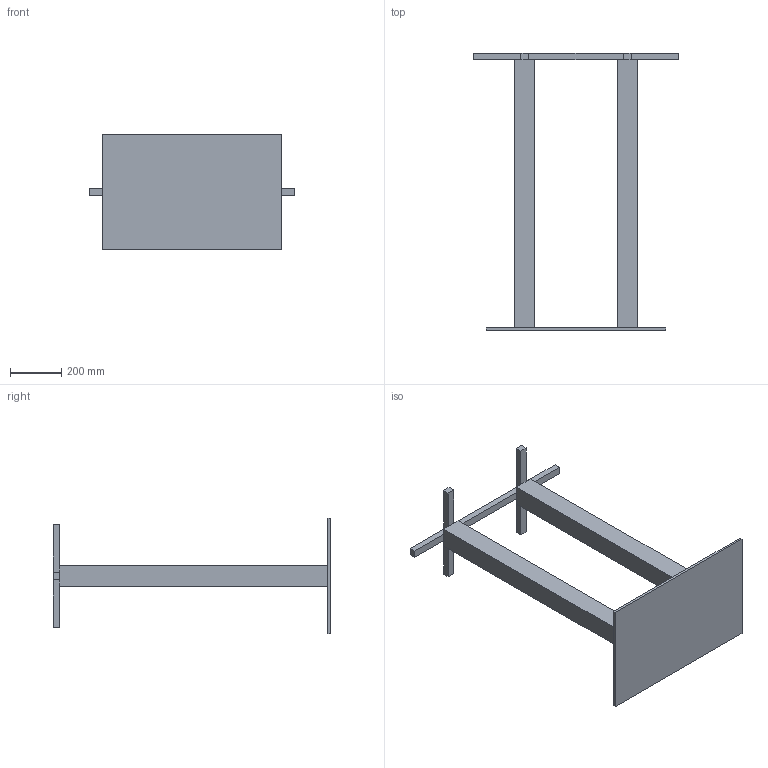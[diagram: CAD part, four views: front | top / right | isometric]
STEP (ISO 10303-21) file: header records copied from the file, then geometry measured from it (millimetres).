
FILE_DESCRIPTION(('STEP AP214'),'1');
FILE_NAME('3036444 Livia SE Duo.STP','2025-07-24T09:42:55',(' '),(' '),'Spatial InterOp 3D',' ',' ');
FILE_SCHEMA(('AUTOMOTIVE_DESIGN { 1 0 10303 214 1 1 1 1 }'));
Length unit declared in the file: millimetre
Products named in the file (1): Boss-Extrude1
Bounding box: 800 x 1080 x 450 mm (x, y, z)
Volume: 17681002.3 mm3; surface area: 1502700.3 mm2
Topology: 2 solids, 2 shells, 52 faces, 128 edges, 80 vertices
Faces by surface type: plane 52
Entity records: 1522 total; most frequent: CARTESIAN_POINT 262, ORIENTED_EDGE 256, DIRECTION 236, EDGE_CURVE 128, LINE 128, VECTOR 128, VERTEX_POINT 80, AXIS2_PLACEMENT_3D 54
